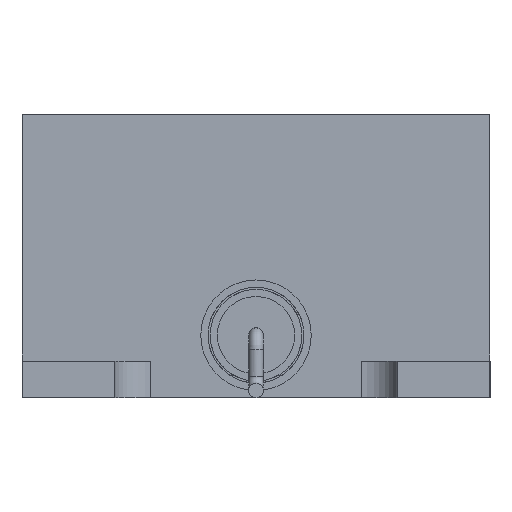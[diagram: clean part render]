
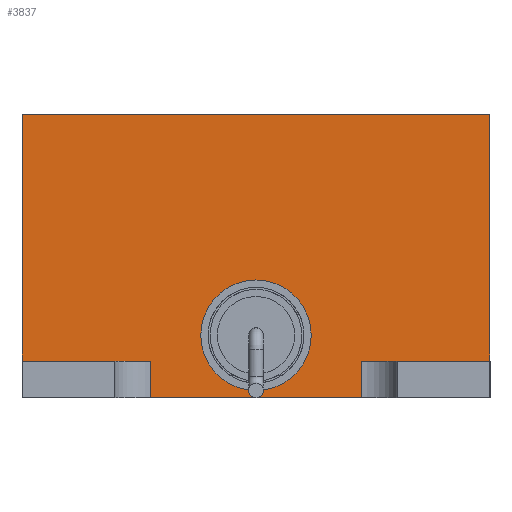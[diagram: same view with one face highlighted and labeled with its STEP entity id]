
A CAD part, left-side view. The second image highlights one B-rep face of the part: STEP entity #3837.
In plain terms, the highlighted planar face has unit normal (-1, 0, 0).
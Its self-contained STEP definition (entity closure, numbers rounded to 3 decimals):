
#3837=ADVANCED_FACE('',(#10234,#10236),#10238,.F.);
#10234=FACE_BOUND('',#10235,.T.);
#10235=EDGE_LOOP('',(#12696,#12697,#12698,#12699,#12700,#12701,#12702,#12703));
#10236=FACE_BOUND('',#10237,.T.);
#10237=EDGE_LOOP('',(#12704));
#10238=PLANE('',#10239);
#10239=AXIS2_PLACEMENT_3D('',#10240,#10241,#10242);
#10240=CARTESIAN_POINT('',(-25.4,2.85,7.7));
#10241=DIRECTION('',(1.,0.,-0.));
#10242=DIRECTION('',(-0.,0.,-1.));
#12696=ORIENTED_EDGE('',*,*,#13996,.F.);
#12697=ORIENTED_EDGE('',*,*,#13997,.F.);
#12698=ORIENTED_EDGE('',*,*,#13998,.T.);
#12699=ORIENTED_EDGE('',*,*,#13999,.F.);
#12700=ORIENTED_EDGE('',*,*,#13981,.F.);
#12701=ORIENTED_EDGE('',*,*,#14000,.F.);
#12702=ORIENTED_EDGE('',*,*,#13993,.T.);
#12703=ORIENTED_EDGE('',*,*,#14001,.T.);
#12704=ORIENTED_EDGE('',*,*,#12899,.T.);
#12899=EDGE_CURVE('',#14114,#14114,#14115,.T.);
#13981=EDGE_CURVE('',#15926,#15929,#15930,.T.);
#13993=EDGE_CURVE('',#15949,#15950,#15951,.T.);
#13996=EDGE_CURVE('',#15954,#15955,#15956,.T.);
#13997=EDGE_CURVE('',#15957,#15954,#15958,.T.);
#13998=EDGE_CURVE('',#15957,#15959,#15960,.T.);
#13999=EDGE_CURVE('',#15929,#15959,#15961,.T.);
#14000=EDGE_CURVE('',#15949,#15926,#15962,.T.);
#14001=EDGE_CURVE('',#15950,#15955,#15963,.T.);
#14114=VERTEX_POINT('',#16707);
#14115=CIRCLE('',#16708,1.5);
#15926=VERTEX_POINT('',#31834);
#15929=VERTEX_POINT('',#31839);
#15930=LINE('',#31840,#31841);
#15949=VERTEX_POINT('',#31883);
#15950=VERTEX_POINT('',#31884);
#15951=LINE('',#31885,#31886);
#15954=VERTEX_POINT('',#31896);
#15955=VERTEX_POINT('',#31897);
#15956=LINE('',#31898,#31899);
#15957=VERTEX_POINT('',#31901);
#15958=LINE('',#31902,#31903);
#15959=VERTEX_POINT('',#31905);
#15960=LINE('',#31906,#31907);
#15961=LINE('',#31909,#31910);
#15962=LINE('',#31912,#31913);
#15963=LINE('',#31915,#31916);
#16707=CARTESIAN_POINT('',(-25.4,0.,0.2));
#16708=AXIS2_PLACEMENT_3D('',#16709,#16710,#16711);
#16709=CARTESIAN_POINT('',(-25.4,0.,1.7));
#16710=DIRECTION('',(1.,0.,-0.));
#16711=DIRECTION('',(0.,0.,1.));
#31834=CARTESIAN_POINT('',(-25.4,6.35,1.));
#31839=CARTESIAN_POINT('',(-25.4,6.35,7.7));
#31840=CARTESIAN_POINT('',(-25.4,6.35,1.));
#31841=VECTOR('',#31842,1.);
#31842=DIRECTION('',(0.,0.,1.));
#31883=CARTESIAN_POINT('',(-25.4,2.85,1.));
#31884=CARTESIAN_POINT('',(-25.4,2.85,0.));
#31885=CARTESIAN_POINT('',(-25.4,2.85,1.));
#31886=VECTOR('',#31887,1.);
#31887=DIRECTION('',(0.,0.,-1.));
#31896=CARTESIAN_POINT('',(-25.4,-2.85,1.));
#31897=CARTESIAN_POINT('',(-25.4,-2.85,0.));
#31898=CARTESIAN_POINT('',(-25.4,-2.85,1.));
#31899=VECTOR('',#31900,1.);
#31900=DIRECTION('',(0.,0.,-1.));
#31901=CARTESIAN_POINT('',(-25.4,-6.35,1.));
#31902=CARTESIAN_POINT('',(-25.4,-6.35,1.));
#31903=VECTOR('',#31904,1.);
#31904=DIRECTION('',(0.,1.,0.));
#31905=CARTESIAN_POINT('',(-25.4,-6.35,7.7));
#31906=CARTESIAN_POINT('',(-25.4,-6.35,1.));
#31907=VECTOR('',#31908,1.);
#31908=DIRECTION('',(0.,0.,1.));
#31909=CARTESIAN_POINT('',(-25.4,6.35,7.7));
#31910=VECTOR('',#31911,1.);
#31911=DIRECTION('',(0.,-1.,0.));
#31912=CARTESIAN_POINT('',(-25.4,2.85,1.));
#31913=VECTOR('',#31914,1.);
#31914=DIRECTION('',(0.,1.,0.));
#31915=CARTESIAN_POINT('',(-25.4,2.85,0.));
#31916=VECTOR('',#31917,1.);
#31917=DIRECTION('',(0.,-1.,0.));
